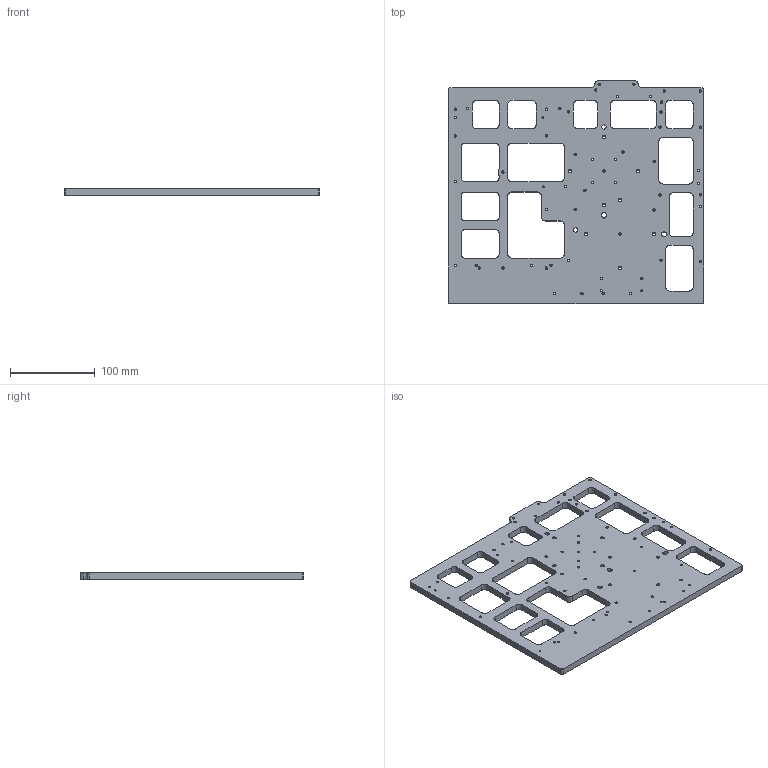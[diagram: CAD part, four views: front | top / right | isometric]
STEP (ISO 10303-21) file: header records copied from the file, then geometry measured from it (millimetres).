
FILE_DESCRIPTION(/* description */ (''),/* implementation_level */ '2;1');
FILE_NAME(/* name */ '50-PL6~1',/* time_stamp */ '2018-12-04T12:27:51+06:00',/* author */ (''),/* organization */ (''),/* preprocessor_version */ 'ST-DEVELOPER v15',/* originating_system */ '',/* authorisation */ '');
FILE_SCHEMA (('AUTOMOTIVE_DESIGN'));
Length unit declared in the file: millimetre
Products named in the file (1): Document
Bounding box: 300.68 x 263.29 x 7.94 mm (x, y, z)
Surface area: 141398.4 mm2 (no closed solid volume)
Topology: 0 solids, 578 shells, 578 faces, 3162 edges, 3410 vertices
Faces by surface type: bspline 440, plane 138
Entity records: 35857 total; most frequent: CARTESIAN_POINT 20881, ORIENTED_EDGE 2914, EDGE_CURVE 2914, VERTEX_POINT 2914, B_SPLINE_CURVE_WITH_KNOTS 1636, PRESENTATION_LAYER_ASSIGNMENT 826, EDGE_LOOP 798, SHELL_BASED_SURFACE_MODEL 578
